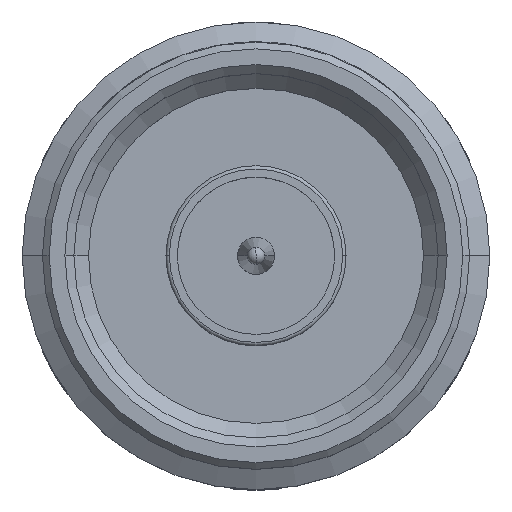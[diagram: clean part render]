
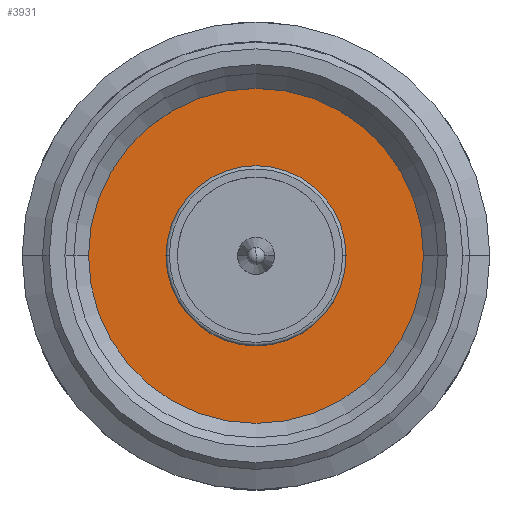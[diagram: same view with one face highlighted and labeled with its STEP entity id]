
A CAD part, top view. The second image highlights one B-rep face of the part: STEP entity #3931.
In plain terms, the highlighted planar face has unit normal (0, 0, 1).
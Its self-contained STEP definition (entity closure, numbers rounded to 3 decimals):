
#604 = DIRECTION ( 'NONE',  ( -1., 0., 0. ) ) ;
#1372 = DIRECTION ( 'NONE',  ( -1., 0., 0. ) ) ;
#1429 = DIRECTION ( 'NONE',  ( 0., 0., 1. ) ) ;
#1479 = CARTESIAN_POINT ( 'NONE',  ( 0., 0., -4.463 ) ) ;
#1955 = AXIS2_PLACEMENT_3D ( 'NONE', #15144, #7861, #604 ) ;
#2270 = CARTESIAN_POINT ( 'NONE',  ( 0., 0., -4.463 ) ) ;
#2300 = EDGE_CURVE ( 'NONE', #10850, #7431, #11611, .T. ) ;
#2928 = CARTESIAN_POINT ( 'NONE',  ( 7.45, 0., -4.463 ) ) ;
#2981 = DIRECTION ( 'NONE',  ( 0., 0., -1. ) ) ;
#3931 = ADVANCED_FACE ( 'NONE', ( #14763, #8699 ), #4830, .F. ) ;
#3975 = CARTESIAN_POINT ( 'NONE',  ( -4.005, 0., -4.463 ) ) ;
#4830 = PLANE ( 'NONE',  #12271 ) ;
#5219 = DIRECTION ( 'NONE',  ( 0., 0., 1. ) ) ;
#5273 = CARTESIAN_POINT ( 'NONE',  ( 4.005, 0., -4.463 ) ) ;
#7393 = EDGE_CURVE ( 'NONE', #7828, #8235, #8203, .T. ) ;
#7431 = VERTEX_POINT ( 'NONE', #2928 ) ;
#7770 = EDGE_LOOP ( 'NONE', ( #13138, #10375 ) ) ;
#7828 = VERTEX_POINT ( 'NONE', #3975 ) ;
#7861 = DIRECTION ( 'NONE',  ( 0., 0., -1. ) ) ;
#8203 = CIRCLE ( 'NONE', #14043, 4.005 ) ;
#8235 = VERTEX_POINT ( 'NONE', #5273 ) ;
#8463 = EDGE_LOOP ( 'NONE', ( #11392, #14854 ) ) ;
#8565 = CARTESIAN_POINT ( 'NONE',  ( -7.45, 0., -4.463 ) ) ;
#8699 = FACE_BOUND ( 'NONE', #7770, .T. ) ;
#9494 = AXIS2_PLACEMENT_3D ( 'NONE', #1479, #1429, #1372 ) ;
#10256 = CARTESIAN_POINT ( 'NONE',  ( 0., 0., -4.463 ) ) ;
#10375 = ORIENTED_EDGE ( 'NONE', *, *, #7393, .T. ) ;
#10850 = VERTEX_POINT ( 'NONE', #8565 ) ;
#11392 = ORIENTED_EDGE ( 'NONE', *, *, #14986, .T. ) ;
#11492 = DIRECTION ( 'NONE',  ( -1., 0., 0. ) ) ;
#11611 = CIRCLE ( 'NONE', #9494, 7.45 ) ;
#12158 = DIRECTION ( 'NONE',  ( -1., 0., 0. ) ) ;
#12271 = AXIS2_PLACEMENT_3D ( 'NONE', #2270, #15112, #12158 ) ;
#12491 = EDGE_CURVE ( 'NONE', #8235, #7828, #15292, .T. ) ;
#12508 = CARTESIAN_POINT ( 'NONE',  ( 0., 0., -4.463 ) ) ;
#13138 = ORIENTED_EDGE ( 'NONE', *, *, #12491, .T. ) ;
#13241 = CIRCLE ( 'NONE', #13407, 7.45 ) ;
#13407 = AXIS2_PLACEMENT_3D ( 'NONE', #12508, #5219, #13725 ) ;
#13725 = DIRECTION ( 'NONE',  ( -1., 0., 0. ) ) ;
#14043 = AXIS2_PLACEMENT_3D ( 'NONE', #10256, #2981, #11492 ) ;
#14763 = FACE_OUTER_BOUND ( 'NONE', #8463, .T. ) ;
#14854 = ORIENTED_EDGE ( 'NONE', *, *, #2300, .T. ) ;
#14986 = EDGE_CURVE ( 'NONE', #7431, #10850, #13241, .T. ) ;
#15112 = DIRECTION ( 'NONE',  ( 0., 0., -1. ) ) ;
#15144 = CARTESIAN_POINT ( 'NONE',  ( 0., 0., -4.463 ) ) ;
#15292 = CIRCLE ( 'NONE', #1955, 4.005 ) ;
